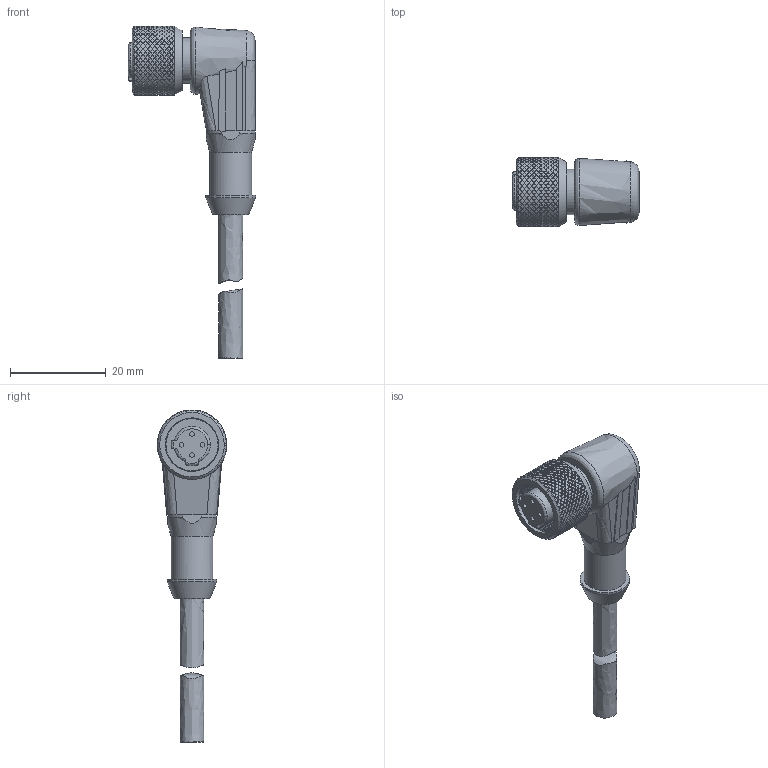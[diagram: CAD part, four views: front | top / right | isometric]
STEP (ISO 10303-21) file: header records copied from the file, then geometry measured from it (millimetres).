
FILE_DESCRIPTION( ('This file contains a STEP AP42 implementation' ,'as created by ZW3D STEP Interface translator.') ,'2;1' );
FILE_NAME( 'U-FA4TAX16X.stp' ,'201126.161244', (''), ('ZWCAD Software Co.'), 'Version 1.0', 'ZW3D to STEP translator', '' );
FILE_SCHEMA(('AUTOMOTIVE_DESIGN'));
Length unit declared in the file: millimetre
Products named in the file (2): 0; U-FA4TAX16X
Bounding box: 26.6 x 14.5 x 69.44 mm (x, y, z)
Volume: 5266.3 mm3; surface area: 4650.5 mm2
Topology: 3 solids, 5 shells, 3362 faces, 6962 edges, 3618 vertices
Faces by surface type: bspline 3362
Entity records: 170757 total; most frequent: CARTESIAN_POINT 123355, ORIENTED_EDGE 13914, EDGE_CURVE 6962, B_SPLINE_CURVE_WITH_KNOTS 6722, VERTEX_POINT 3618, EDGE_LOOP 3382, FACE_OUTER_BOUND 3362, ADVANCED_FACE 3362
